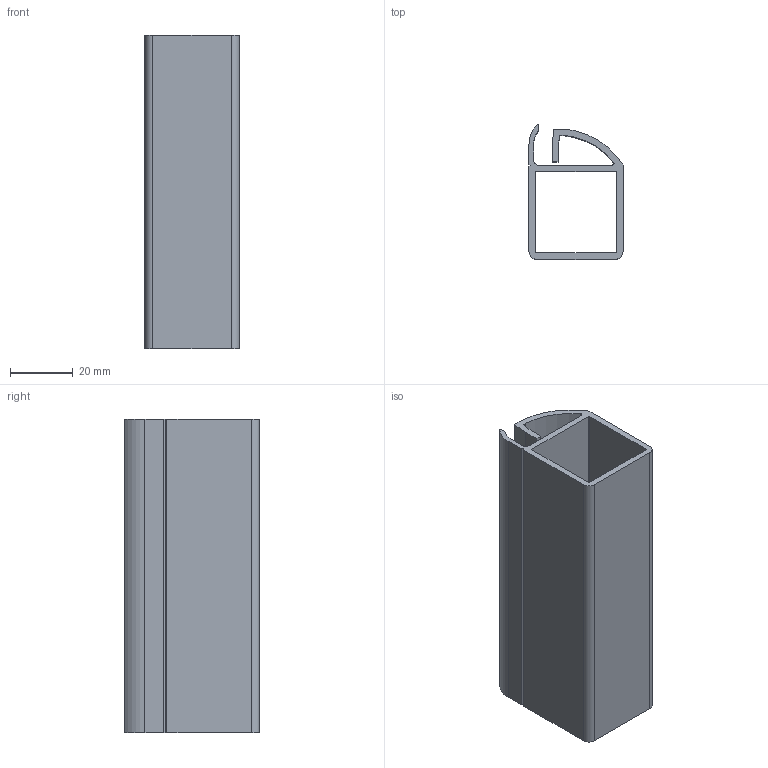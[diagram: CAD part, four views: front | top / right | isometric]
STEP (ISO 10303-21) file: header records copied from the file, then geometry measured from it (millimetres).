
FILE_DESCRIPTION(/* description */ ('PROFILO Q30 1V #4 S/GUARNIZIONE ELOX'),/* implementation_level */ '2;1');
FILE_NAME(/* name */ 'XB28430E.stp',/* time_stamp */ '2014-05-14T12:16:24+02:00',/* author */ ('ddelbianco'),/* organization */ (''),/* preprocessor_version */ 'ST-DEVELOPER v15.2',/* originating_system */ 'Autodesk Inventor 2014',/* authorisation */ '');
FILE_SCHEMA (('AUTOMOTIVE_DESIGN { 1 0 10303 214 3 1 1 }'));
Length unit declared in the file: millimetre
Products named in the file (1): XB28430E
Bounding box: 30 x 43 x 100 mm (x, y, z)
Volume: 30710.1 mm3; surface area: 31802.3 mm2
Topology: 1 solids, 1 shells, 41 faces, 117 edges, 78 vertices
Faces by surface type: plane 23, cylinder 18
Entity records: 1372 total; most frequent: DIRECTION 237, CARTESIAN_POINT 237, ORIENTED_EDGE 234, EDGE_CURVE 117, LINE 81, VECTOR 81, VERTEX_POINT 78, AXIS2_PLACEMENT_3D 78
